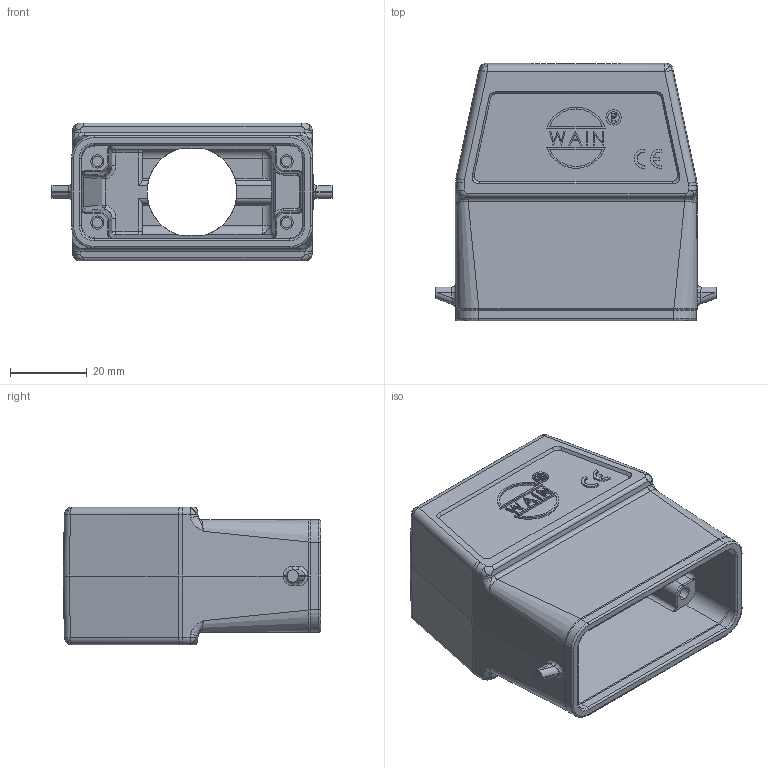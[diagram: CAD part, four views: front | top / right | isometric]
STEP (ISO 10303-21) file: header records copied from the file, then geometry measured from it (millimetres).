
FILE_DESCRIPTION((''),'2;1');
FILE_NAME('H10A-TEH-2B-M25','2024-01-26T',('11539'),(''),'PRO/ENGINEER BY PARAMETRIC TECHNOLOGY CORPORATION, 2012480','PRO/ENGINEER BY PARAMETRIC TECHNOLOGY CORPORATION, 2012480','');
FILE_SCHEMA(('CONFIG_CONTROL_DESIGN'));
Length unit declared in the file: millimetre
Products named in the file (1): H10A-TEH-2B-M25
Bounding box: 73.5 x 67.3 x 36 mm (x, y, z)
Volume: 53724.6 mm3; surface area: 26534.2 mm2
Topology: 1 solids, 1 shells, 541 faces, 1377 edges, 858 vertices
Faces by surface type: plane 247, cylinder 183, bspline 52, sphere 25, torus 18, extrusion 10, cone 6
Entity records: 19693 total; most frequent: CARTESIAN_POINT 7120, ORIENTED_EDGE 2708, DIRECTION 2422, EDGE_CURVE 1354, VERTEX_POINT 858, AXIS2_PLACEMENT_3D 817, VECTOR 788, LINE 778
